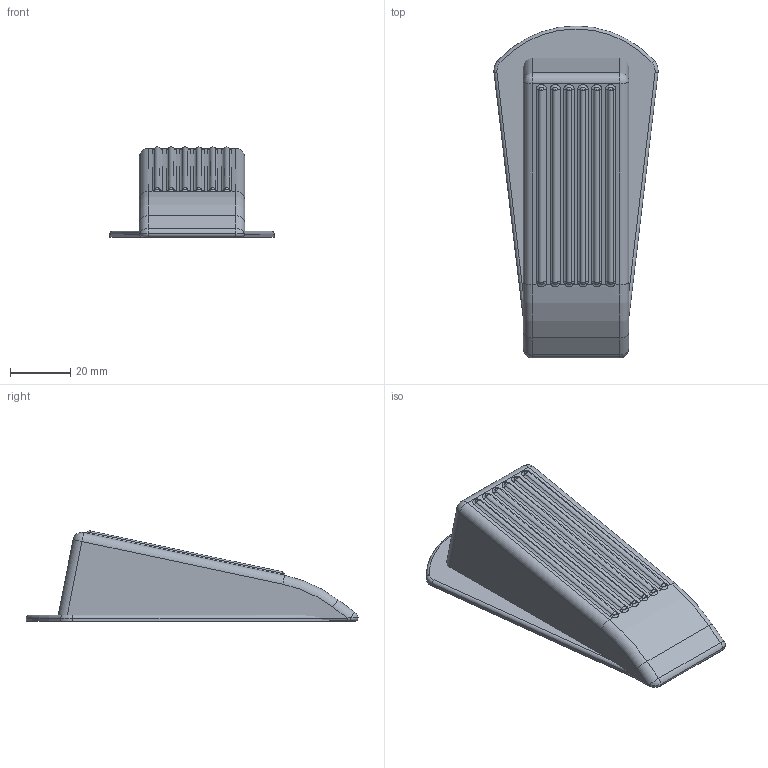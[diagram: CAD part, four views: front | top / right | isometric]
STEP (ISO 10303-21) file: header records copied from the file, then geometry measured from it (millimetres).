
FILE_DESCRIPTION(/* description */ (''),/* implementation_level */ '2;1');
FILE_NAME(/* name */ 'doorstop.step',/* time_stamp */ '2025-05-17T14:30:03-04:00',/* author */ (''),/* organization */ (''),/* preprocessor_version */ 'ST-DEVELOPER v20.1',/* originating_system */ 'Autodesk Translation Framework v14.4.0.0',/* authorisation */ '');
FILE_SCHEMA (('AUTOMOTIVE_DESIGN { 1 0 10303 214 3 1 1 }'));
Length unit declared in the file: millimetre
Products named in the file (2): doorstop; doorstop_1
Assembly tree (1 placements, depth 2):
  doorstop
    doorstop_1
Bounding box: 54.54 x 110.24 x 29.95 mm (x, y, z)
Volume: 18338.7 mm3; surface area: 19254.5 mm2
Topology: 2 solids, 2 shells, 125 faces, 300 edges, 174 vertices
Faces by surface type: cylinder 47, torus 27, sphere 20, plane 19, bspline 12
Entity records: 3983 total; most frequent: CARTESIAN_POINT 974, DIRECTION 685, ORIENTED_EDGE 588, EDGE_CURVE 294, AXIS2_PLACEMENT_3D 291, VERTEX_POINT 174, CIRCLE 163, EDGE_LOOP 126
